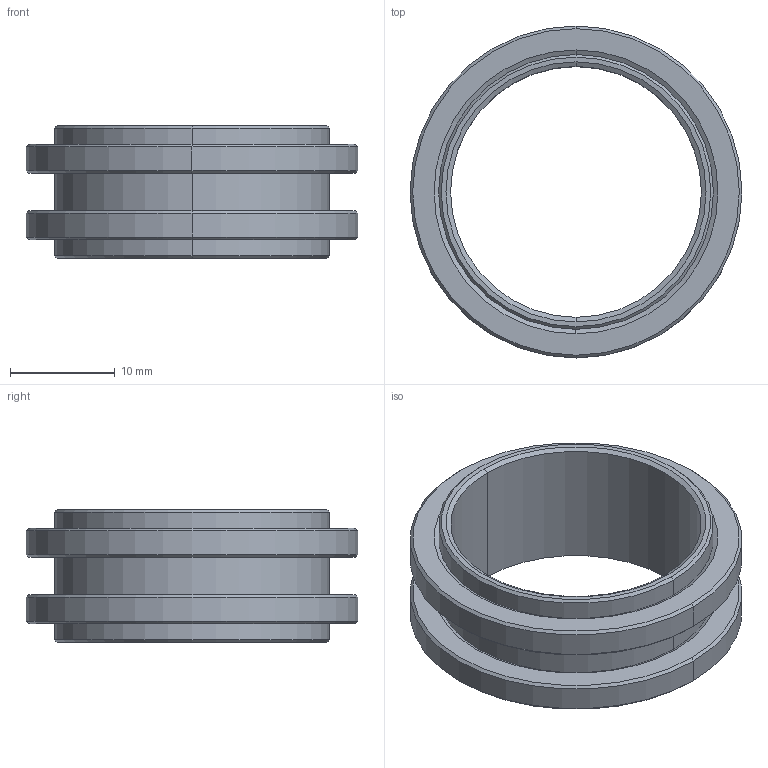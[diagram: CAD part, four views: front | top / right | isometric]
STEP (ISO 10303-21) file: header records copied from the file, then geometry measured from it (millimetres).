
FILE_DESCRIPTION (( 'STEP AP214' ), '1' );
FILE_NAME ('0759-E0W.STEP', '2015-10-22T15:23:28', ( 'admin' ), ( '' ), 'SwSTEP 2.0', 'SolidWorks 2014', '' );
FILE_SCHEMA (( 'AUTOMOTIVE_DESIGN' ));
Length unit declared in the file: millimetre
Products named in the file (1): 0759-E0W
Bounding box: 31.75 x 31.75 x 12.7 mm (x, y, z)
Volume: 2492.5 mm3; surface area: 4028.4 mm2
Topology: 3 solids, 3 shells, 42 faces, 84 edges, 48 vertices
Faces by surface type: cone 24, cylinder 12, plane 6
Entity records: 1610 total; most frequent: DIRECTION 218, CARTESIAN_POINT 175, ORIENTED_EDGE 168, AXIS2_PLACEMENT_3D 91, EDGE_CURVE 84, VERTEX_POINT 48, EDGE_LOOP 48, CIRCLE 48
